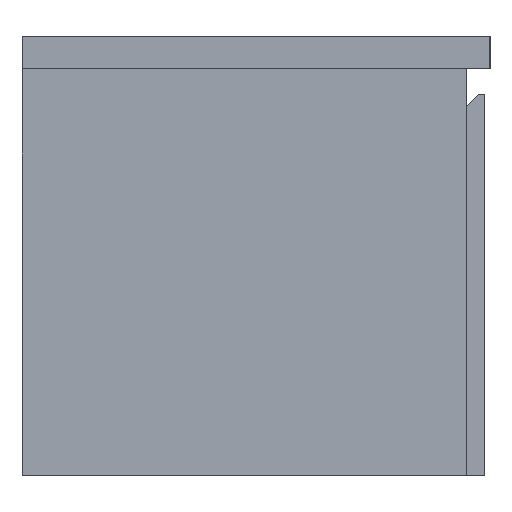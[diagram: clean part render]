
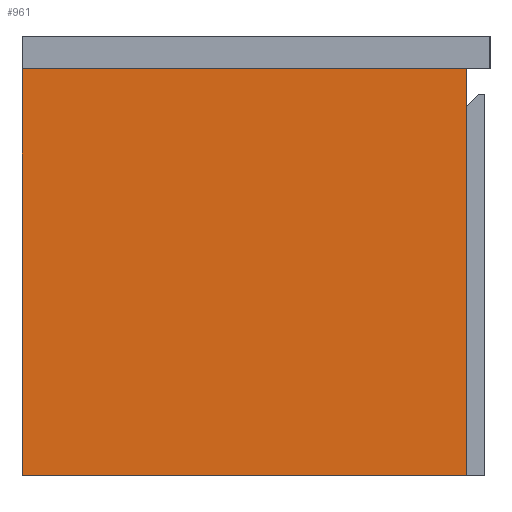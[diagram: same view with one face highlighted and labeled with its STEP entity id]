
A CAD part, left-side view. The second image highlights one B-rep face of the part: STEP entity #961.
In plain terms, the highlighted face is planar.
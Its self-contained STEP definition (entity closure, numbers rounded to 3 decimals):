
#397 = CARTESIAN_POINT ( 'NONE',  ( 0., 437., -2. ) ) ;
#541 = LINE ( 'NONE', #1048, #12404 ) ;
#756 = ORIENTED_EDGE ( 'NONE', *, *, #3268, .F. ) ;
#961 = ADVANCED_FACE ( 'NONE', ( #9507 ), #5753, .T. ) ;
#1048 = CARTESIAN_POINT ( 'NONE',  ( 400., 437., -2. ) ) ;
#1073 = DIRECTION ( 'NONE',  ( 1., 0., 0. ) ) ;
#1545 = ORIENTED_EDGE ( 'NONE', *, *, #7873, .F. ) ;
#1831 = LINE ( 'NONE', #17437, #5477 ) ;
#2212 = DIRECTION ( 'NONE',  ( -1., 0., 0. ) ) ;
#3268 = EDGE_CURVE ( 'NONE', #19271, #12858, #541, .T. ) ;
#3870 = EDGE_LOOP ( 'NONE', ( #1545, #6117, #756, #12628 ) ) ;
#5344 = CARTESIAN_POINT ( 'NONE',  ( 400., 0., -2. ) ) ;
#5477 = VECTOR ( 'NONE', #1073, 1000. ) ;
#5753 = PLANE ( 'NONE',  #19804 ) ;
#5865 = LINE ( 'NONE', #13134, #7596 ) ;
#6117 = ORIENTED_EDGE ( 'NONE', *, *, #16680, .F. ) ;
#6643 = VERTEX_POINT ( 'NONE', #15404 ) ;
#7596 = VECTOR ( 'NONE', #13437, 1000. ) ;
#7873 = EDGE_CURVE ( 'NONE', #12019, #6643, #5865, .T. ) ;
#9507 = FACE_OUTER_BOUND ( 'NONE', #3870, .T. ) ;
#12019 = VERTEX_POINT ( 'NONE', #16760 ) ;
#12404 = VECTOR ( 'NONE', #13470, 1000. ) ;
#12628 = ORIENTED_EDGE ( 'NONE', *, *, #17115, .F. ) ;
#12858 = VERTEX_POINT ( 'NONE', #19512 ) ;
#12999 = DIRECTION ( 'NONE',  ( 0., 0., -1. ) ) ;
#13134 = CARTESIAN_POINT ( 'NONE',  ( 0., 437., -2. ) ) ;
#13437 = DIRECTION ( 'NONE',  ( 0., -1., 0. ) ) ;
#13470 = DIRECTION ( 'NONE',  ( 0., 1., 0. ) ) ;
#15404 = CARTESIAN_POINT ( 'NONE',  ( 0., 0., -2. ) ) ;
#16680 = EDGE_CURVE ( 'NONE', #12858, #12019, #21621, .T. ) ;
#16760 = CARTESIAN_POINT ( 'NONE',  ( 0., 437., -2. ) ) ;
#17115 = EDGE_CURVE ( 'NONE', #6643, #19271, #1831, .T. ) ;
#17437 = CARTESIAN_POINT ( 'NONE',  ( 0., 0., -2. ) ) ;
#18766 = VECTOR ( 'NONE', #22577, 1000. ) ;
#19271 = VERTEX_POINT ( 'NONE', #5344 ) ;
#19512 = CARTESIAN_POINT ( 'NONE',  ( 400., 437., -2. ) ) ;
#19804 = AXIS2_PLACEMENT_3D ( 'NONE', #397, #12999, #2212 ) ;
#20762 = CARTESIAN_POINT ( 'NONE',  ( 0., 437., -2. ) ) ;
#21621 = LINE ( 'NONE', #20762, #18766 ) ;
#22577 = DIRECTION ( 'NONE',  ( -1., 0., 0. ) ) ;
